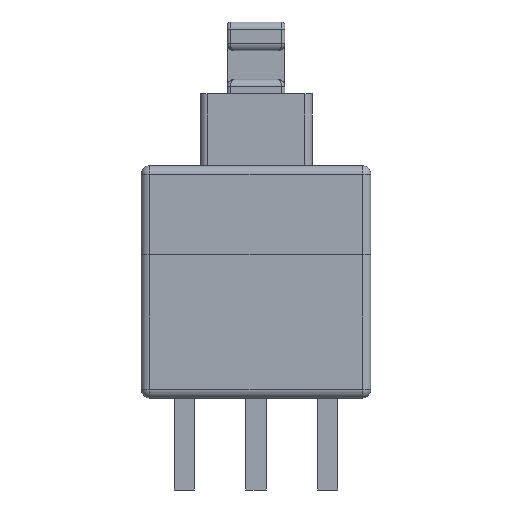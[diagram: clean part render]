
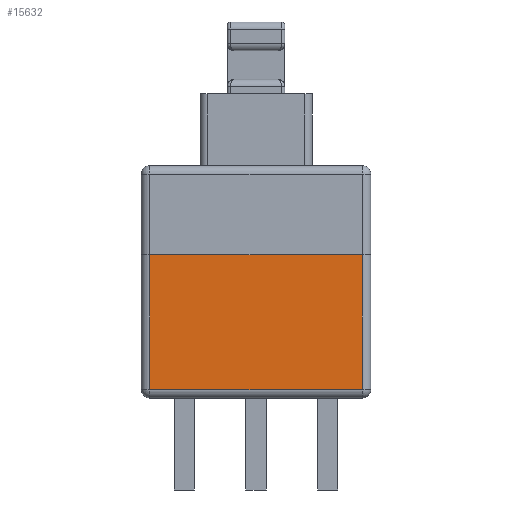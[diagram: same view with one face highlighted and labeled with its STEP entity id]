
A CAD part, left-side view. The second image highlights one B-rep face of the part: STEP entity #15632.
In plain terms, the highlighted planar face has unit normal (-1, 0, 0).
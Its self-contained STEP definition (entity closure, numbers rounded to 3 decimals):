
#355 = LINE ( 'NONE', #4002, #6011 ) ;
#380 = CARTESIAN_POINT ( 'NONE',  ( -4., 4., 5. ) ) ;
#1468 = CARTESIAN_POINT ( 'NONE',  ( -4., 3.7, 5. ) ) ;
#2260 = VECTOR ( 'NONE', #2447, 1000. ) ;
#2316 = CARTESIAN_POINT ( 'NONE',  ( -4., -3.7, 5. ) ) ;
#2447 = DIRECTION ( 'NONE',  ( 0., 0., 1. ) ) ;
#3015 = ORIENTED_EDGE ( 'NONE', *, *, #4841, .F. ) ;
#3783 = EDGE_LOOP ( 'NONE', ( #3015, #21004, #14753, #21879 ) ) ;
#4002 = CARTESIAN_POINT ( 'NONE',  ( -4., 4., 0.3 ) ) ;
#4446 = AXIS2_PLACEMENT_3D ( 'NONE', #18817, #13938, #13482 ) ;
#4841 = EDGE_CURVE ( 'NONE', #15390, #8244, #5273, .T. ) ;
#5245 = VECTOR ( 'NONE', #21629, 1000. ) ;
#5273 = LINE ( 'NONE', #380, #19481 ) ;
#5792 = DIRECTION ( 'NONE',  ( 0., -1., 0. ) ) ;
#6011 = VECTOR ( 'NONE', #5792, 1000. ) ;
#6663 = EDGE_CURVE ( 'NONE', #15561, #8244, #17997, .T. ) ;
#7709 = LINE ( 'NONE', #14691, #5245 ) ;
#8244 = VERTEX_POINT ( 'NONE', #2316 ) ;
#9340 = CARTESIAN_POINT ( 'NONE',  ( -4., -3.7, 5. ) ) ;
#11678 = EDGE_CURVE ( 'NONE', #15390, #21043, #7709, .T. ) ;
#12084 = CARTESIAN_POINT ( 'NONE',  ( -4., 3.7, 0.3 ) ) ;
#13482 = DIRECTION ( 'NONE',  ( 0., 1., 0. ) ) ;
#13938 = DIRECTION ( 'NONE',  ( 1., 0., 0. ) ) ;
#14691 = CARTESIAN_POINT ( 'NONE',  ( -4., 3.7, 5. ) ) ;
#14753 = ORIENTED_EDGE ( 'NONE', *, *, #21990, .T. ) ;
#14955 = PLANE ( 'NONE',  #4446 ) ;
#15390 = VERTEX_POINT ( 'NONE', #1468 ) ;
#15561 = VERTEX_POINT ( 'NONE', #19941 ) ;
#15632 = ADVANCED_FACE ( 'NONE', ( #16668 ), #14955, .F. ) ;
#16668 = FACE_OUTER_BOUND ( 'NONE', #3783, .T. ) ;
#17997 = LINE ( 'NONE', #9340, #2260 ) ;
#18817 = CARTESIAN_POINT ( 'NONE',  ( -4., 4., 5. ) ) ;
#19481 = VECTOR ( 'NONE', #20966, 1000. ) ;
#19941 = CARTESIAN_POINT ( 'NONE',  ( -4., -3.7, 0.3 ) ) ;
#20966 = DIRECTION ( 'NONE',  ( 0., -1., 0. ) ) ;
#21004 = ORIENTED_EDGE ( 'NONE', *, *, #11678, .T. ) ;
#21043 = VERTEX_POINT ( 'NONE', #12084 ) ;
#21629 = DIRECTION ( 'NONE',  ( 0., 0., -1. ) ) ;
#21879 = ORIENTED_EDGE ( 'NONE', *, *, #6663, .T. ) ;
#21990 = EDGE_CURVE ( 'NONE', #21043, #15561, #355, .T. ) ;
